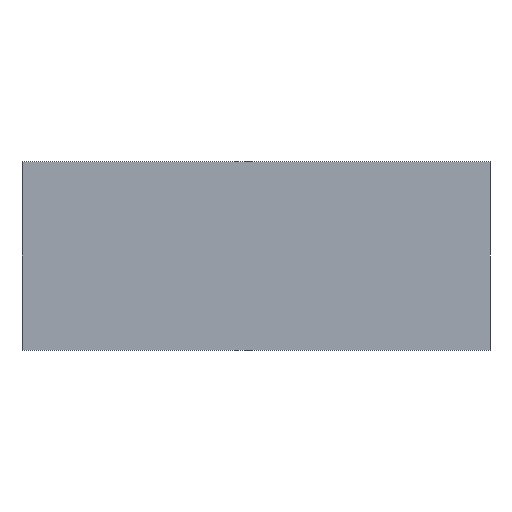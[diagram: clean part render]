
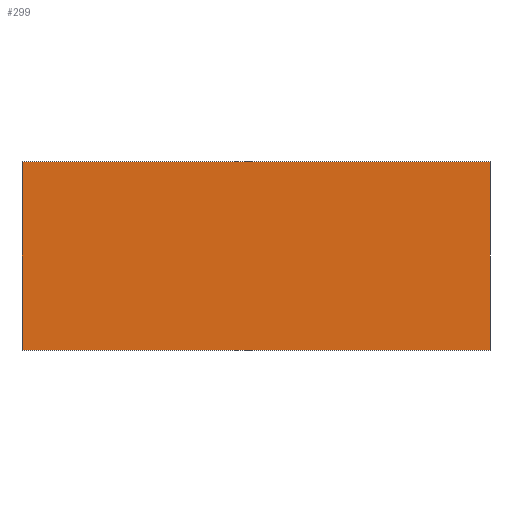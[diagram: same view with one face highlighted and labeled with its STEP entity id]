
A CAD part, front view. The second image highlights one B-rep face of the part: STEP entity #299.
In plain terms, the highlighted planar face has unit normal (0, -1, 0).
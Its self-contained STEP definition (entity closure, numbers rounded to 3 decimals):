
#18 = VERTEX_POINT ( 'NONE', #639 ) ;
#24 = CARTESIAN_POINT ( 'NONE',  ( 25.2, -1., -10.15 ) ) ;
#25 = DIRECTION ( 'NONE',  ( 0., 0., -1. ) ) ;
#44 = VECTOR ( 'NONE', #157, 1000. ) ;
#70 = DIRECTION ( 'NONE',  ( 0., -1., 0. ) ) ;
#74 = PLANE ( 'NONE',  #304 ) ;
#95 = VERTEX_POINT ( 'NONE', #675 ) ;
#102 = CARTESIAN_POINT ( 'NONE',  ( 25.2, -1., -10.15 ) ) ;
#157 = DIRECTION ( 'NONE',  ( 0., 0., 1. ) ) ;
#174 = VERTEX_POINT ( 'NONE', #817 ) ;
#190 = VERTEX_POINT ( 'NONE', #735 ) ;
#208 = CARTESIAN_POINT ( 'NONE',  ( -25.2, -1., -10.15 ) ) ;
#299 = ADVANCED_FACE ( 'NONE', ( #344 ), #74, .T. ) ;
#304 = AXIS2_PLACEMENT_3D ( 'NONE', #102, #70, #25 ) ;
#323 = LINE ( 'NONE', #208, #44 ) ;
#344 = FACE_OUTER_BOUND ( 'NONE', #560, .T. ) ;
#360 = ORIENTED_EDGE ( 'NONE', *, *, #872, .F. ) ;
#399 = ORIENTED_EDGE ( 'NONE', *, *, #844, .F. ) ;
#457 = ORIENTED_EDGE ( 'NONE', *, *, #882, .T. ) ;
#467 = LINE ( 'NONE', #24, #847 ) ;
#482 = ORIENTED_EDGE ( 'NONE', *, *, #848, .T. ) ;
#489 = DIRECTION ( 'NONE',  ( -1., 0., 0. ) ) ;
#519 = VECTOR ( 'NONE', #565, 1000. ) ;
#542 = LINE ( 'NONE', #567, #519 ) ;
#546 = CARTESIAN_POINT ( 'NONE',  ( 25.2, -1., 10.15 ) ) ;
#560 = EDGE_LOOP ( 'NONE', ( #360, #399, #457, #482 ) ) ;
#565 = DIRECTION ( 'NONE',  ( -1., 0., 0. ) ) ;
#567 = CARTESIAN_POINT ( 'NONE',  ( 25.2, -1., -10.15 ) ) ;
#639 = CARTESIAN_POINT ( 'NONE',  ( -25.2, -1., -10.15 ) ) ;
#675 = CARTESIAN_POINT ( 'NONE',  ( -25.2, -1., 10.15 ) ) ;
#718 = LINE ( 'NONE', #546, #903 ) ;
#735 = CARTESIAN_POINT ( 'NONE',  ( 25.2, -1., -10.15 ) ) ;
#817 = CARTESIAN_POINT ( 'NONE',  ( 25.2, -1., 10.15 ) ) ;
#844 = EDGE_CURVE ( 'NONE', #190, #18, #542, .T. ) ;
#847 = VECTOR ( 'NONE', #1032, 1000. ) ;
#848 = EDGE_CURVE ( 'NONE', #174, #95, #718, .T. ) ;
#872 = EDGE_CURVE ( 'NONE', #18, #95, #323, .T. ) ;
#882 = EDGE_CURVE ( 'NONE', #190, #174, #467, .T. ) ;
#903 = VECTOR ( 'NONE', #489, 1000. ) ;
#1032 = DIRECTION ( 'NONE',  ( 0., 0., 1. ) ) ;
